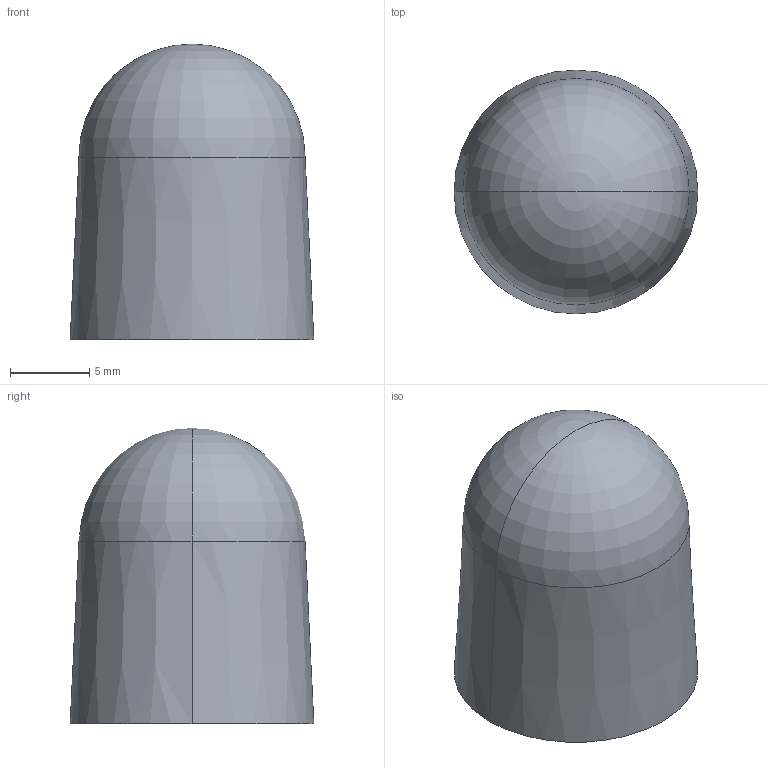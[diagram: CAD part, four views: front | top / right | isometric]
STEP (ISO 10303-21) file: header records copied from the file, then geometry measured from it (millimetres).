
FILE_DESCRIPTION (( 'STEP AP203' ), '1' );
FILE_NAME ('Middle_Finger1_Domyœlna_sldprt.STEP', '2020-06-09T22:46:38', ( '' ), ( '' ), 'SwSTEP 2.0', 'SolidWorks 2018', '' );
FILE_SCHEMA (( 'CONFIG_CONTROL_DESIGN' ));
Length unit declared in the file: millimetre
Products named in the file (1): Middle_Finger1_Domyœlna_sldprt
Bounding box: 15.4 x 15.4 x 18.7 mm (x, y, z)
Volume: 1652.5 mm3; surface area: 1438.3 mm2
Topology: 1 solids, 1 shells, 12 faces, 24 edges, 13 vertices
Faces by surface type: cone 8, plane 2, torus 2
Entity records: 377 total; most frequent: DIRECTION 62, CARTESIAN_POINT 48, ORIENTED_EDGE 44, AXIS2_PLACEMENT_3D 27, EDGE_CURVE 22, CIRCLE 14, VERTEX_POINT 13, EDGE_LOOP 13
